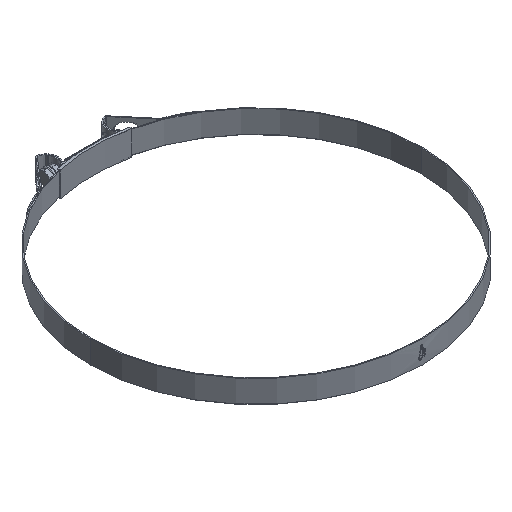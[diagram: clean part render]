
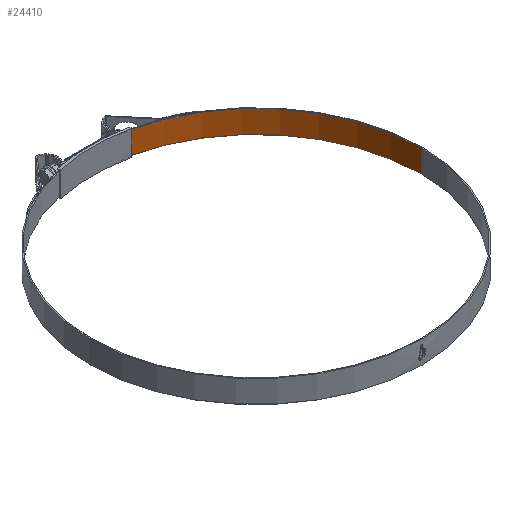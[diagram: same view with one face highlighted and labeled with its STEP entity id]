
A CAD part, isometric view. The second image highlights one B-rep face of the part: STEP entity #24410.
In plain terms, the highlighted cylindrical face has radius 204 mm (diameter 408 mm), a partial arc.
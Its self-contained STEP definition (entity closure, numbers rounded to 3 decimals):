
#1652 = CARTESIAN_POINT ( 'NONE',  ( 0., 0., 14. ) ) ;
#4995 = FACE_OUTER_BOUND ( 'NONE', #18269, .T. ) ;
#5107 = VERTEX_POINT ( 'NONE', #16774 ) ;
#5338 = VECTOR ( 'NONE', #23412, 1000. ) ;
#8005 = LINE ( 'NONE', #28741, #5338 ) ;
#9474 = EDGE_CURVE ( 'NONE', #5107, #24269, #13954, .T. ) ;
#10489 = CARTESIAN_POINT ( 'NONE',  ( 204., 0., 14. ) ) ;
#10502 = DIRECTION ( 'NONE',  ( -1., 0., 0. ) ) ;
#11878 = ORIENTED_EDGE ( 'NONE', *, *, #9474, .F. ) ;
#13067 = DIRECTION ( 'NONE',  ( 0., 0., -1. ) ) ;
#13268 = CYLINDRICAL_SURFACE ( 'NONE', #19734, 204. ) ;
#13328 = AXIS2_PLACEMENT_3D ( 'NONE', #24215, #30141, #30865 ) ;
#13658 = LINE ( 'NONE', #10489, #35420 ) ;
#13954 = CIRCLE ( 'NONE', #13328, 204. ) ;
#14369 = ORIENTED_EDGE ( 'NONE', *, *, #19954, .F. ) ;
#15069 = VERTEX_POINT ( 'NONE', #33483 ) ;
#15913 = DIRECTION ( 'NONE',  ( -1., 0., 0. ) ) ;
#16774 = CARTESIAN_POINT ( 'NONE',  ( 42.075, 199.614, 14. ) ) ;
#18269 = EDGE_LOOP ( 'NONE', ( #14369, #11878, #29037, #25044 ) ) ;
#19734 = AXIS2_PLACEMENT_3D ( 'NONE', #1652, #13067, #10502 ) ;
#19954 = EDGE_CURVE ( 'NONE', #24269, #15069, #13658, .T. ) ;
#20312 = CIRCLE ( 'NONE', #25369, 204. ) ;
#20340 = EDGE_CURVE ( 'NONE', #29616, #15069, #20312, .T. ) ;
#23412 = DIRECTION ( 'NONE',  ( 0., 0., -1. ) ) ;
#24215 = CARTESIAN_POINT ( 'NONE',  ( 0., 0., 14. ) ) ;
#24269 = VERTEX_POINT ( 'NONE', #27496 ) ;
#24410 = ADVANCED_FACE ( 'NONE', ( #4995 ), #13268, .F. ) ;
#24908 = DIRECTION ( 'NONE',  ( 0., 0., -1. ) ) ;
#25044 = ORIENTED_EDGE ( 'NONE', *, *, #20340, .T. ) ;
#25208 = CARTESIAN_POINT ( 'NONE',  ( 0., 0., -14. ) ) ;
#25369 = AXIS2_PLACEMENT_3D ( 'NONE', #25208, #31133, #15913 ) ;
#27496 = CARTESIAN_POINT ( 'NONE',  ( 204., 0., 14. ) ) ;
#28741 = CARTESIAN_POINT ( 'NONE',  ( 42.075, 199.614, 14. ) ) ;
#29037 = ORIENTED_EDGE ( 'NONE', *, *, #30779, .T. ) ;
#29616 = VERTEX_POINT ( 'NONE', #36893 ) ;
#30141 = DIRECTION ( 'NONE',  ( 0., 0., -1. ) ) ;
#30779 = EDGE_CURVE ( 'NONE', #5107, #29616, #8005, .T. ) ;
#30865 = DIRECTION ( 'NONE',  ( -1., 0., 0. ) ) ;
#31133 = DIRECTION ( 'NONE',  ( 0., 0., -1. ) ) ;
#33483 = CARTESIAN_POINT ( 'NONE',  ( 204., 0., -14. ) ) ;
#35420 = VECTOR ( 'NONE', #24908, 1000. ) ;
#36893 = CARTESIAN_POINT ( 'NONE',  ( 42.075, 199.614, -14. ) ) ;
